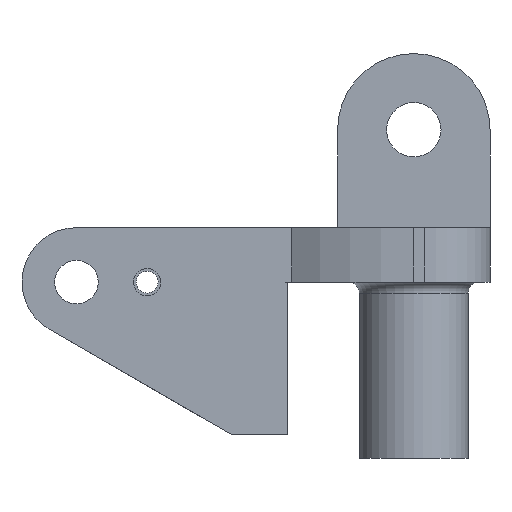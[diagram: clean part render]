
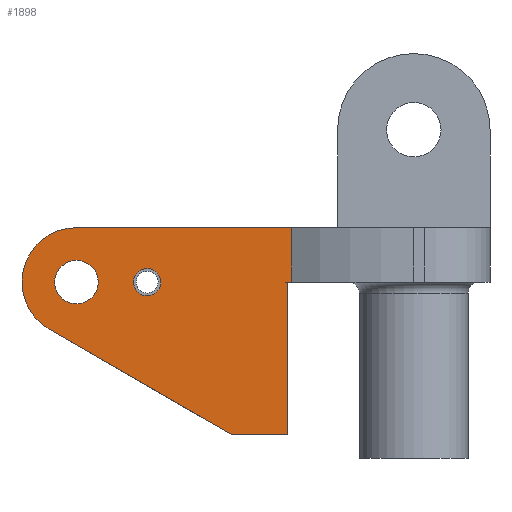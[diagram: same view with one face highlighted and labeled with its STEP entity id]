
A CAD part, left-side view. The second image highlights one B-rep face of the part: STEP entity #1898.
In plain terms, the highlighted planar face has unit normal (-1, 0, 0).
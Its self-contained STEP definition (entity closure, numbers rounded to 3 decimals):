
#420=CARTESIAN_POINT('Vertex',(-16.55,31.,0.)) ;
#423=CARTESIAN_POINT('Line Origine',(-16.55,21.115,0.)) ;
#427=CARTESIAN_POINT('Vertex',(-16.55,11.229,0.)) ;
#1077=CARTESIAN_POINT('Vertex',(-16.55,33.5,-9.33)) ;
#1080=CARTESIAN_POINT('Axis2P3D Location',(-16.55,31.,-5.)) ;
#1352=CARTESIAN_POINT('Vertex',(-16.55,11.582,-19.)) ;
#1359=CARTESIAN_POINT('Vertex',(-16.55,11.582,-5.)) ;
#1362=CARTESIAN_POINT('Line Origine',(-16.55,11.582,-14.609)) ;
#1383=CARTESIAN_POINT('Vertex',(-16.55,25.597,-4.401)) ;
#1390=CARTESIAN_POINT('Vertex',(-16.55,23.403,-5.599)) ;
#1393=CARTESIAN_POINT('Axis2P3D Location',(-16.55,24.5,-5.)) ;
#1405=CARTESIAN_POINT('Axis2P3D Location',(-16.55,24.5,-5.)) ;
#1421=CARTESIAN_POINT('Vertex',(-16.55,29.245,-5.959)) ;
#1424=CARTESIAN_POINT('Axis2P3D Location',(-16.55,31.,-5.)) ;
#1428=CARTESIAN_POINT('Vertex',(-16.55,32.755,-4.041)) ;
#1443=CARTESIAN_POINT('Axis2P3D Location',(-16.55,31.,-5.)) ;
#1665=CARTESIAN_POINT('Line Origine',(-16.55,14.167,-19.)) ;
#1669=CARTESIAN_POINT('Vertex',(-16.55,16.751,-19.)) ;
#1684=CARTESIAN_POINT('Line Origine',(-16.55,25.126,-14.165)) ;
#1852=CARTESIAN_POINT('Line Origine',(-16.55,11.229,-11.652)) ;
#1856=CARTESIAN_POINT('Vertex',(-16.55,11.229,-5.)) ;
#1871=CARTESIAN_POINT('Axis2P3D Location',(-16.55,0.,0.)) ;
#1876=CARTESIAN_POINT('Line Origine',(-16.55,11.406,-5.)) ;
#424=DIRECTION('Vector Direction',(0.,1.,0.)) ;
#1081=DIRECTION('Axis2P3D Direction',(-1.,0.,0.)) ;
#1363=DIRECTION('Vector Direction',(0.,0.,-1.)) ;
#1394=DIRECTION('Axis2P3D Direction',(1.,0.,-0.)) ;
#1406=DIRECTION('Axis2P3D Direction',(1.,0.,-0.)) ;
#1425=DIRECTION('Axis2P3D Direction',(1.,0.,-0.)) ;
#1444=DIRECTION('Axis2P3D Direction',(1.,0.,-0.)) ;
#1666=DIRECTION('Vector Direction',(0.,-1.,0.)) ;
#1685=DIRECTION('Vector Direction',(0.,-0.866,-0.5)) ;
#1853=DIRECTION('Vector Direction',(0.,0.,1.)) ;
#1872=DIRECTION('Axis2P3D Direction',(-1.,0.,0.)) ;
#1873=DIRECTION('Axis2P3D XDirection',(-0.,-1.,-0.)) ;
#1877=DIRECTION('Vector Direction',(0.,-1.,0.)) ;
#1082=AXIS2_PLACEMENT_3D('Circle Axis2P3D',#1080,#1081,$) ;
#1395=AXIS2_PLACEMENT_3D('Circle Axis2P3D',#1393,#1394,$) ;
#1407=AXIS2_PLACEMENT_3D('Circle Axis2P3D',#1405,#1406,$) ;
#1426=AXIS2_PLACEMENT_3D('Circle Axis2P3D',#1424,#1425,$) ;
#1445=AXIS2_PLACEMENT_3D('Circle Axis2P3D',#1443,#1444,$) ;
#1874=AXIS2_PLACEMENT_3D('Plane Axis2P3D',#1871,#1872,#1873) ;
#1882=ORIENTED_EDGE('',*,*,#1366,.F.) ;
#1883=ORIENTED_EDGE('',*,*,#1880,.T.) ;
#1884=ORIENTED_EDGE('',*,*,#1858,.F.) ;
#1885=ORIENTED_EDGE('',*,*,#429,.T.) ;
#1886=ORIENTED_EDGE('',*,*,#1084,.T.) ;
#1887=ORIENTED_EDGE('',*,*,#1688,.T.) ;
#1888=ORIENTED_EDGE('',*,*,#1671,.F.) ;
#1891=ORIENTED_EDGE('',*,*,#1397,.F.) ;
#1892=ORIENTED_EDGE('',*,*,#1409,.F.) ;
#1895=ORIENTED_EDGE('',*,*,#1447,.F.) ;
#1896=ORIENTED_EDGE('',*,*,#1430,.F.) ;
#1893=FACE_BOUND('',#1890,.T.) ;
#1897=FACE_BOUND('',#1894,.T.) ;
#425=VECTOR('Line Direction',#424,1.) ;
#1364=VECTOR('Line Direction',#1363,1.) ;
#1667=VECTOR('Line Direction',#1666,1.) ;
#1686=VECTOR('Line Direction',#1685,1.) ;
#1854=VECTOR('Line Direction',#1853,1.) ;
#1878=VECTOR('Line Direction',#1877,1.) ;
#1898=ADVANCED_FACE('Corps principal',(#1889,#1893,#1897),#1875,.T.) ;
#1083=CIRCLE('generated circle',#1082,5.) ;
#1396=CIRCLE('generated circle',#1395,1.25) ;
#1408=CIRCLE('generated circle',#1407,1.25) ;
#1427=CIRCLE('generated circle',#1426,2.) ;
#1446=CIRCLE('generated circle',#1445,2.) ;
#429=EDGE_CURVE('',#428,#421,#426,.T.) ;
#1084=EDGE_CURVE('',#421,#1078,#1083,.T.) ;
#1366=EDGE_CURVE('',#1360,#1353,#1365,.T.) ;
#1397=EDGE_CURVE('',#1391,#1384,#1396,.F.) ;
#1409=EDGE_CURVE('',#1384,#1391,#1408,.F.) ;
#1430=EDGE_CURVE('',#1422,#1429,#1427,.F.) ;
#1447=EDGE_CURVE('',#1429,#1422,#1446,.F.) ;
#1671=EDGE_CURVE('',#1353,#1670,#1668,.F.) ;
#1688=EDGE_CURVE('',#1078,#1670,#1687,.T.) ;
#1858=EDGE_CURVE('',#428,#1857,#1855,.F.) ;
#1880=EDGE_CURVE('',#1360,#1857,#1879,.T.) ;
#1881=EDGE_LOOP('',(#1882,#1883,#1884,#1885,#1886,#1887,#1888)) ;
#1890=EDGE_LOOP('',(#1891,#1892)) ;
#1894=EDGE_LOOP('',(#1895,#1896)) ;
#1889=FACE_OUTER_BOUND('',#1881,.T.) ;
#426=LINE('Line',#423,#425) ;
#1365=LINE('Line',#1362,#1364) ;
#1668=LINE('Line',#1665,#1667) ;
#1687=LINE('Line',#1684,#1686) ;
#1855=LINE('Line',#1852,#1854) ;
#1879=LINE('Line',#1876,#1878) ;
#1875=PLANE('',#1874) ;
#421=VERTEX_POINT('',#420) ;
#428=VERTEX_POINT('',#427) ;
#1078=VERTEX_POINT('',#1077) ;
#1353=VERTEX_POINT('',#1352) ;
#1360=VERTEX_POINT('',#1359) ;
#1384=VERTEX_POINT('',#1383) ;
#1391=VERTEX_POINT('',#1390) ;
#1422=VERTEX_POINT('',#1421) ;
#1429=VERTEX_POINT('',#1428) ;
#1670=VERTEX_POINT('',#1669) ;
#1857=VERTEX_POINT('',#1856) ;
